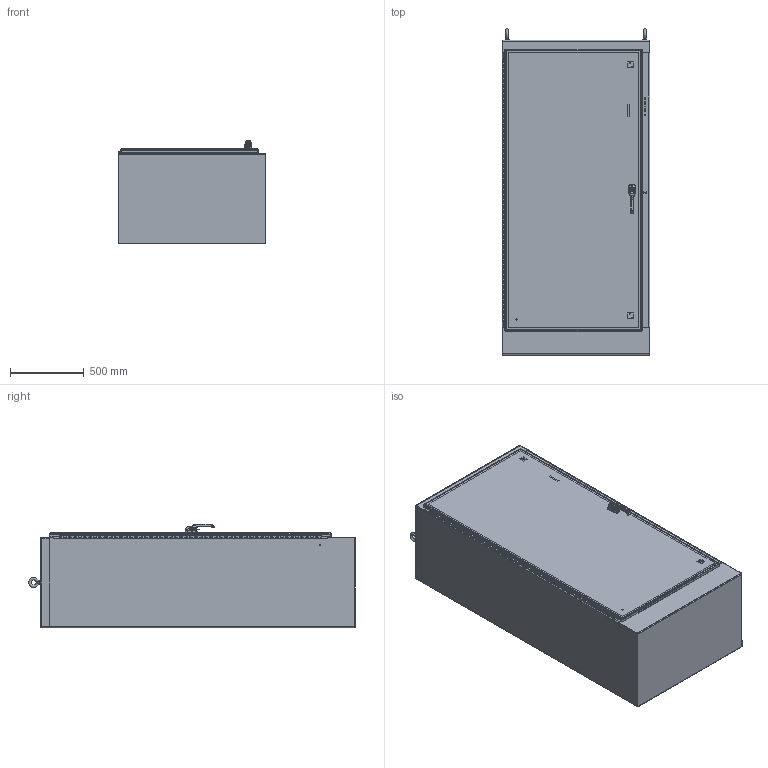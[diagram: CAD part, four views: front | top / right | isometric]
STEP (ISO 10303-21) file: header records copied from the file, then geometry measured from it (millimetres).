
FILE_DESCRIPTION(/* description */ ('WA_XM_SSN4, FS, DISC., BLS, 84X39.5X24'),/* implementation_level */ '2;1');
FILE_NAME(/* name */ 'WA84XM3924SSN4-S.stp',/* time_stamp */ '2017-05-16T13:31:29-05:00',/* author */ ('wford'),/* organization */ (''),/* preprocessor_version */ 'ST-DEVELOPER v16.1',/* originating_system */ 'Autodesk Inventor 2016',/* authorisation */ '');
FILE_SCHEMA (('AUTOMOTIVE_DESIGN { 1 0 10303 214 3 1 1 }'));
Products named in the file (86): WA84XM3924SSN4BLS; WAXM3924SSN4TOP; WAXM3924SSN4BTM; FUN00129_WAXM39SSN4; WAXM24SSN4LEA; 316298; HFW3026; 349131; 38714; WA84XM39SSN4DR; 1091-903_AF0_1; 1091-903_AF0_2; 1091-903_AF0; PLASTIC-ROLLER-CAM_AF1; 7379-M6-8X25_AF0; LOCK-NUT_AF0; PLASTIC-ROLLER-CAM_AF0_ASM; SUPPORT-ROLL_AF0; 1091-BR11_AF0; HFW31712; 37030; 3021WIE; HFW3762; 31215; 3862; LARGE_DOOR_ROD_ASSM-37030; 1091-73; 1091-74; 1091-74-01; 1091-B9_ASM; 1091-75; DIN3771_16X2_5; 2100-11; 1091-76; D125B_10_5; DIN985_M10; 1000-02; 1225-05; 1000-277-01; D7_2H11X20 ...
Assembly tree (129 placements, depth 6):
  WA_XM_SSN4-assm-4pc-sd
    WA84XM3924SSN4BLS
    WAXM3924SSN4TOP
    WAXM3924SSN4BTM
    FUN00129_WAXM39SSN4
    WAXM24SSN4LEA  x2
    316298  x2
    HFW3026  x2
    349131  x2
    38714  x2
    WA84XM39SSN4DR_1
      WA84XM39SSN4DR
      LARGE_DOOR_ROD_ASSM-37030
        HFW31712
          1091-903_AF0
            1091-903_AF0_1
            1091-903_AF0_2
          PLASTIC-ROLLER-CAM_AF0_ASM
            PLASTIC-ROLLER-CAM_AF1
            7379-M6-8X25_AF0
            LOCK-NUT_AF0
          SUPPORT-ROLL_AF0
          1091-BR11_AF0
        37030  x2
        3021WIE  x2
        HFW3762  x4
        31215  x2
        3862  x2
      HFW32452
        1091-73
        1091-B9_ASM
          1091-74
          1091-74-01
        1091-75
        DIN3771_16X2_5
        2100-11
        1091-76
        D125B_10_5
        DIN985_M10
        1000-02
        1225-05
        1000-277-01  x2
        D7_2H11X20
        DIN1472_3X8_14301
        1109-22
        1091-77
        1125-94
        1121-85
      38846
      CHUTEBOLTGUIDE316SSASSM  x2
        HFW31235
        HFW31234
        HFW369101
      HFW303130  x2
        HFW303130-PLATE
        HFW314245
      34930  x4
    328131-70_1
      328131T-70
      328131-70
Bounding box: 1003.3 x 2216.04 x 700.95 mm (x, y, z)
Volume: 30376447.6 mm3; surface area: 21680404.1 mm2
Topology: 127 solids, 127 shells, 4841 faces, 11950 edges, 7384 vertices
Faces by surface type: plane 2251, cylinder 1548, cone 316, torus 311, bspline 309, sphere 106
Full cylindrical faces by diameter (mm): 2 x1, 2.2 x1, 2.5 x1, 3 x4, 3.048 x1, 3.1 x2, 3.15 x1, 3.175 x2, 3.452 x4, 3.5 x1, 3.551 x20, 3.607 x1, 3.9 x1, 3.962 x6, 4 x1, 4.166 x32, 4.2 x2, 4.5 x2, 4.762 x5, 4.825 x10, 4.978 x3, 5 x4, 5.099 x4, 5.2 x1, 5.4 x3, 5.69 x4, 6 x3, 6.02 x4, 6.128 x2, 6.172 x2
Entity records: 134708 total; most frequent: CARTESIAN_POINT 55988, DIRECTION 16332, ORIENTED_EDGE 15442, EDGE_CURVE 7686, AXIS2_PLACEMENT_3D 6085, VERTEX_POINT 4895, LINE 4162, VECTOR 4162
